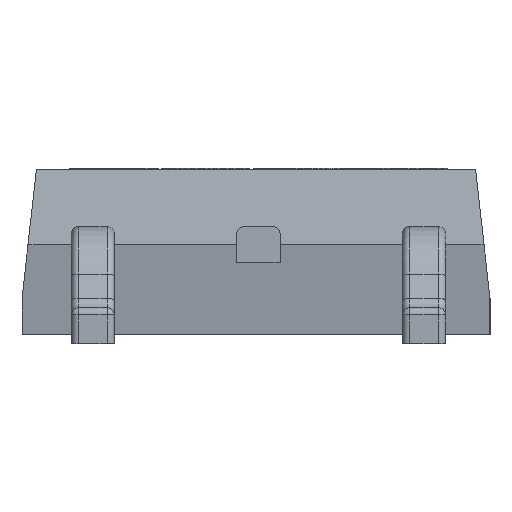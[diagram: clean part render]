
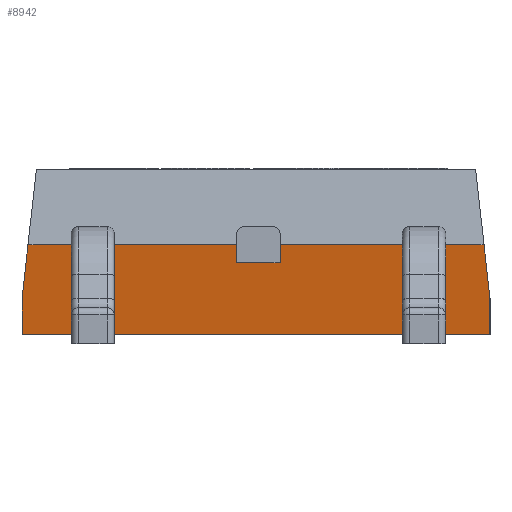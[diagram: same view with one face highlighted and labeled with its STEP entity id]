
A CAD part, front view. The second image highlights one B-rep face of the part: STEP entity #8942.
In plain terms, the highlighted planar face has unit normal (0, -0.987, -0.158).
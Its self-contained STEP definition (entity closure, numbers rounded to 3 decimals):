
#46 = VECTOR ( 'NONE', #2510, 1000. ) ;
#314 = EDGE_CURVE ( 'NONE', #11803, #10170, #3647, .T. ) ;
#414 = LINE ( 'NONE', #5889, #46 ) ;
#419 = VERTEX_POINT ( 'NONE', #13886 ) ;
#420 = LINE ( 'NONE', #1506, #8911 ) ;
#525 = CARTESIAN_POINT ( 'NONE',  ( -0.3, -4.4, 0.747 ) ) ;
#530 = ORIENTED_EDGE ( 'NONE', *, *, #599, .T. ) ;
#599 = EDGE_CURVE ( 'NONE', #10688, #6264, #420, .T. ) ;
#605 = DIRECTION ( 'NONE',  ( 1., 0., 0. ) ) ;
#657 = VECTOR ( 'NONE', #11782, 1000. ) ;
#762 = CARTESIAN_POINT ( 'NONE',  ( 2.6, -4.4, 0.747 ) ) ;
#1199 = CARTESIAN_POINT ( 'NONE',  ( -3.284, -4.2, -0.5 ) ) ;
#1203 = DIRECTION ( 'NONE',  ( 0., 0.158, -0.987 ) ) ;
#1506 = CARTESIAN_POINT ( 'NONE',  ( -0.3, -4.173, -0.669 ) ) ;
#1722 = CARTESIAN_POINT ( 'NONE',  ( -0.3, -4.36, 0.5 ) ) ;
#1729 = CARTESIAN_POINT ( 'NONE',  ( -3.285, -4.36, 0.5 ) ) ;
#1816 = CARTESIAN_POINT ( 'NONE',  ( -3.285, -4.2, -0.5 ) ) ;
#2063 = EDGE_CURVE ( 'NONE', #12442, #8813, #5433, .T. ) ;
#2067 = CARTESIAN_POINT ( 'NONE',  ( 3.133, -4.4, 0.747 ) ) ;
#2309 = LINE ( 'NONE', #7753, #10797 ) ;
#2442 = EDGE_CURVE ( 'NONE', #5298, #12686, #2309, .T. ) ;
#2462 = CARTESIAN_POINT ( 'NONE',  ( -2., -4.36, 0.5 ) ) ;
#2510 = DIRECTION ( 'NONE',  ( -0.109, 0.157, -0.981 ) ) ;
#2531 = VERTEX_POINT ( 'NONE', #4513 ) ;
#2654 = DIRECTION ( 'NONE',  ( 0., -0.158, 0.987 ) ) ;
#2672 = EDGE_CURVE ( 'NONE', #10688, #13543, #9741, .T. ) ;
#2674 = ORIENTED_EDGE ( 'NONE', *, *, #314, .F. ) ;
#2769 = VECTOR ( 'NONE', #605, 1000. ) ;
#2821 = CARTESIAN_POINT ( 'NONE',  ( 0.3, -4.36, 0.5 ) ) ;
#2898 = VECTOR ( 'NONE', #1203, 1000. ) ;
#2942 = CARTESIAN_POINT ( 'NONE',  ( 0.3, -4.173, -0.669 ) ) ;
#2968 = DIRECTION ( 'NONE',  ( 1., 0., 0. ) ) ;
#3082 = ORIENTED_EDGE ( 'NONE', *, *, #4113, .F. ) ;
#3234 = LINE ( 'NONE', #12884, #8752 ) ;
#3239 = DIRECTION ( 'NONE',  ( 1., 0., 0. ) ) ;
#3370 = CARTESIAN_POINT ( 'NONE',  ( 3.216, -4.173, -0.669 ) ) ;
#3486 = CARTESIAN_POINT ( 'NONE',  ( 3.31, -4.146, -0.839 ) ) ;
#3594 = EDGE_CURVE ( 'NONE', #4815, #11031, #3234, .T. ) ;
#3607 = VECTOR ( 'NONE', #4089, 1000. ) ;
#3626 = LINE ( 'NONE', #2942, #657 ) ;
#3647 = LINE ( 'NONE', #11660, #6255 ) ;
#3858 = CARTESIAN_POINT ( 'NONE',  ( -3.285, -4.36, 0.5 ) ) ;
#3876 = DIRECTION ( 'NONE',  ( 1., 0., 0. ) ) ;
#3978 = LINE ( 'NONE', #10578, #12112 ) ;
#4060 = FACE_OUTER_BOUND ( 'NONE', #8920, .T. ) ;
#4089 = DIRECTION ( 'NONE',  ( 0., 0.158, -0.987 ) ) ;
#4113 = EDGE_CURVE ( 'NONE', #8813, #4132, #13258, .T. ) ;
#4132 = VERTEX_POINT ( 'NONE', #14115 ) ;
#4137 = ORIENTED_EDGE ( 'NONE', *, *, #7357, .F. ) ;
#4347 = CARTESIAN_POINT ( 'NONE',  ( -3.285, -4.4, 0.747 ) ) ;
#4387 = DIRECTION ( 'NONE',  ( 0., 0.158, -0.987 ) ) ;
#4505 = CARTESIAN_POINT ( 'NONE',  ( 2., -4.4, 0.747 ) ) ;
#4513 = CARTESIAN_POINT ( 'NONE',  ( 2., -4.36, 0.5 ) ) ;
#4527 = ORIENTED_EDGE ( 'NONE', *, *, #8414, .T. ) ;
#4692 = EDGE_CURVE ( 'NONE', #11803, #13543, #3626, .T. ) ;
#4815 = VERTEX_POINT ( 'NONE', #11087 ) ;
#4826 = ORIENTED_EDGE ( 'NONE', *, *, #2672, .F. ) ;
#4976 = ORIENTED_EDGE ( 'NONE', *, *, #6002, .F. ) ;
#4979 = LINE ( 'NONE', #7667, #13466 ) ;
#5026 = LINE ( 'NONE', #3486, #13503 ) ;
#5108 = EDGE_CURVE ( 'NONE', #2531, #7615, #9333, .T. ) ;
#5269 = EDGE_CURVE ( 'NONE', #14298, #12442, #12436, .T. ) ;
#5285 = ORIENTED_EDGE ( 'NONE', *, *, #12542, .T. ) ;
#5298 = VERTEX_POINT ( 'NONE', #762 ) ;
#5433 = LINE ( 'NONE', #8840, #10968 ) ;
#5681 = VECTOR ( 'NONE', #2968, 1000. ) ;
#5736 = CARTESIAN_POINT ( 'NONE',  ( -2.6, -4.4, 0.747 ) ) ;
#5889 = CARTESIAN_POINT ( 'NONE',  ( -3.182, -4.427, 0.916 ) ) ;
#6002 = EDGE_CURVE ( 'NONE', #10170, #2531, #4979, .T. ) ;
#6255 = VECTOR ( 'NONE', #3876, 1000. ) ;
#6264 = VERTEX_POINT ( 'NONE', #525 ) ;
#6418 = EDGE_CURVE ( 'NONE', #13173, #12686, #5026, .T. ) ;
#7078 = ORIENTED_EDGE ( 'NONE', *, *, #4692, .T. ) ;
#7357 = EDGE_CURVE ( 'NONE', #7615, #5298, #3978, .T. ) ;
#7382 = CARTESIAN_POINT ( 'NONE',  ( -3.285, -4.4, 0.747 ) ) ;
#7392 = CARTESIAN_POINT ( 'NONE',  ( -2., -4.173, -0.669 ) ) ;
#7543 = EDGE_CURVE ( 'NONE', #4132, #6264, #12448, .T. ) ;
#7615 = VERTEX_POINT ( 'NONE', #9782 ) ;
#7667 = CARTESIAN_POINT ( 'NONE',  ( 2., -4.173, -0.669 ) ) ;
#7669 = CARTESIAN_POINT ( 'NONE',  ( 0.3, -4.4, 0.747 ) ) ;
#7753 = CARTESIAN_POINT ( 'NONE',  ( -3.285, -4.4, 0.747 ) ) ;
#8265 = ORIENTED_EDGE ( 'NONE', *, *, #3594, .T. ) ;
#8345 = DIRECTION ( 'NONE',  ( 0., -0.158, 0.987 ) ) ;
#8414 = EDGE_CURVE ( 'NONE', #419, #4815, #414, .T. ) ;
#8520 = DIRECTION ( 'NONE',  ( 0., 0.158, -0.987 ) ) ;
#8678 = ORIENTED_EDGE ( 'NONE', *, *, #8950, .F. ) ;
#8733 = CARTESIAN_POINT ( 'NONE',  ( -3.285, -4.173, -0.669 ) ) ;
#8752 = VECTOR ( 'NONE', #8520, 1000. ) ;
#8758 = ORIENTED_EDGE ( 'NONE', *, *, #14236, .F. ) ;
#8813 = VERTEX_POINT ( 'NONE', #2462 ) ;
#8840 = CARTESIAN_POINT ( 'NONE',  ( -3.285, -4.36, 0.5 ) ) ;
#8841 = CARTESIAN_POINT ( 'NONE',  ( -2.6, -4.36, 0.5 ) ) ;
#8911 = VECTOR ( 'NONE', #2654, 1000. ) ;
#8920 = EDGE_LOOP ( 'NONE', ( #10596, #8678, #4527, #8265, #5285, #8758, #9845, #13636, #4137, #10312, #4976, #2674, #7078, #4826, #530, #11965, #3082, #13952 ) ) ;
#8942 = ADVANCED_FACE ( 'NONE', ( #4060 ), #9856, .T. ) ;
#8950 = EDGE_CURVE ( 'NONE', #419, #14298, #9934, .T. ) ;
#8981 = CARTESIAN_POINT ( 'NONE',  ( 3.216, -4.2, -0.5 ) ) ;
#9333 = LINE ( 'NONE', #1729, #2769 ) ;
#9365 = DIRECTION ( 'NONE',  ( 1., 0., 0. ) ) ;
#9397 = VECTOR ( 'NONE', #9365, 1000. ) ;
#9741 = LINE ( 'NONE', #3858, #9397 ) ;
#9782 = CARTESIAN_POINT ( 'NONE',  ( 2.6, -4.36, 0.5 ) ) ;
#9845 = ORIENTED_EDGE ( 'NONE', *, *, #6418, .T. ) ;
#9856 = PLANE ( 'NONE',  #11953 ) ;
#9934 = LINE ( 'NONE', #4347, #12538 ) ;
#10170 = VERTEX_POINT ( 'NONE', #4505 ) ;
#10312 = ORIENTED_EDGE ( 'NONE', *, *, #5108, .F. ) ;
#10578 = CARTESIAN_POINT ( 'NONE',  ( 2.6, -4.173, -0.669 ) ) ;
#10596 = ORIENTED_EDGE ( 'NONE', *, *, #5269, .F. ) ;
#10688 = VERTEX_POINT ( 'NONE', #1722 ) ;
#10797 = VECTOR ( 'NONE', #13273, 1000. ) ;
#10960 = DIRECTION ( 'NONE',  ( 0., 0.158, -0.987 ) ) ;
#10968 = VECTOR ( 'NONE', #12149, 1000. ) ;
#11031 = VERTEX_POINT ( 'NONE', #1199 ) ;
#11064 = VECTOR ( 'NONE', #11882, 1000. ) ;
#11087 = CARTESIAN_POINT ( 'NONE',  ( -3.284, -4.28, 0. ) ) ;
#11313 = DIRECTION ( 'NONE',  ( -0.109, -0.157, 0.981 ) ) ;
#11359 = LINE ( 'NONE', #3370, #2898 ) ;
#11576 = LINE ( 'NONE', #1816, #5681 ) ;
#11660 = CARTESIAN_POINT ( 'NONE',  ( -3.285, -4.4, 0.747 ) ) ;
#11782 = DIRECTION ( 'NONE',  ( 0., 0.158, -0.987 ) ) ;
#11803 = VERTEX_POINT ( 'NONE', #7669 ) ;
#11829 = CARTESIAN_POINT ( 'NONE',  ( -2.6, -4.173, -0.669 ) ) ;
#11882 = DIRECTION ( 'NONE',  ( 1., 0., 0. ) ) ;
#11953 = AXIS2_PLACEMENT_3D ( 'NONE', #8733, #13166, #10960 ) ;
#11965 = ORIENTED_EDGE ( 'NONE', *, *, #7543, .F. ) ;
#12112 = VECTOR ( 'NONE', #8345, 1000. ) ;
#12149 = DIRECTION ( 'NONE',  ( 1., 0., 0. ) ) ;
#12436 = LINE ( 'NONE', #11829, #3607 ) ;
#12442 = VERTEX_POINT ( 'NONE', #8841 ) ;
#12448 = LINE ( 'NONE', #7382, #11064 ) ;
#12538 = VECTOR ( 'NONE', #3239, 1000. ) ;
#12542 = EDGE_CURVE ( 'NONE', #11031, #13842, #11576, .T. ) ;
#12686 = VERTEX_POINT ( 'NONE', #2067 ) ;
#12884 = CARTESIAN_POINT ( 'NONE',  ( -3.284, -4.173, -0.669 ) ) ;
#12908 = VECTOR ( 'NONE', #13011, 1000. ) ;
#13011 = DIRECTION ( 'NONE',  ( 0., -0.158, 0.987 ) ) ;
#13166 = DIRECTION ( 'NONE',  ( 0., -0.987, -0.158 ) ) ;
#13173 = VERTEX_POINT ( 'NONE', #14306 ) ;
#13258 = LINE ( 'NONE', #7392, #12908 ) ;
#13273 = DIRECTION ( 'NONE',  ( 1., 0., 0. ) ) ;
#13466 = VECTOR ( 'NONE', #4387, 1000. ) ;
#13503 = VECTOR ( 'NONE', #11313, 1000. ) ;
#13543 = VERTEX_POINT ( 'NONE', #2821 ) ;
#13636 = ORIENTED_EDGE ( 'NONE', *, *, #2442, .F. ) ;
#13842 = VERTEX_POINT ( 'NONE', #8981 ) ;
#13886 = CARTESIAN_POINT ( 'NONE',  ( -3.201, -4.4, 0.747 ) ) ;
#13952 = ORIENTED_EDGE ( 'NONE', *, *, #2063, .F. ) ;
#14115 = CARTESIAN_POINT ( 'NONE',  ( -2., -4.4, 0.747 ) ) ;
#14236 = EDGE_CURVE ( 'NONE', #13173, #13842, #11359, .T. ) ;
#14298 = VERTEX_POINT ( 'NONE', #5736 ) ;
#14306 = CARTESIAN_POINT ( 'NONE',  ( 3.216, -4.28, 0. ) ) ;
